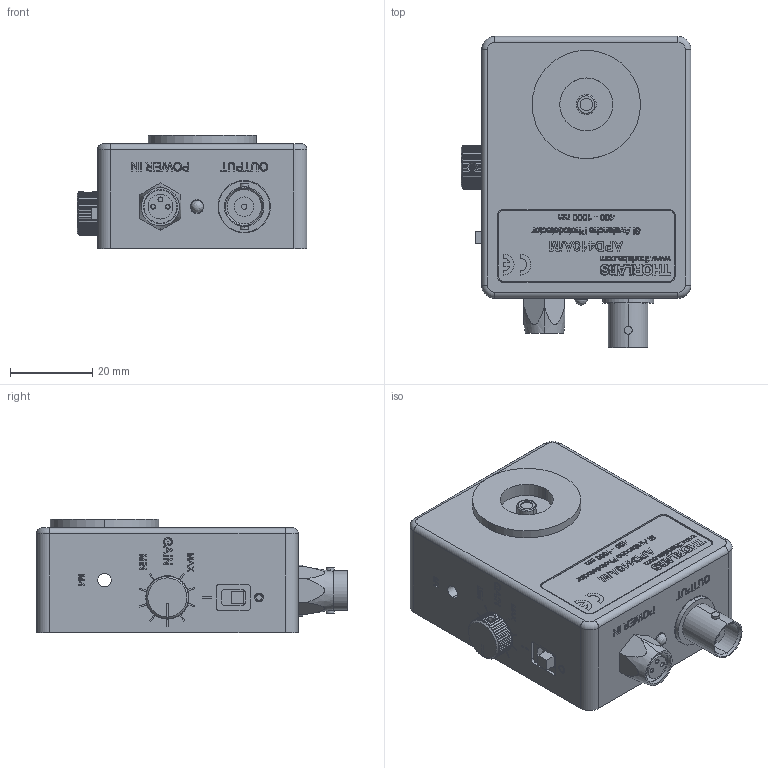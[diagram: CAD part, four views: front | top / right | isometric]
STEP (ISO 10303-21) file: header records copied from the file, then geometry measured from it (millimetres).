
FILE_DESCRIPTION (( 'STEP AP214' ), '1' );
FILE_NAME ('MTN005410.STEP', '2015-09-29T15:11:12', ( 'tempinstall' ), ( '' ), 'SwSTEP 2.0', 'SolidWorks 2014', '' );
FILE_SCHEMA (( 'AUTOMOTIVE_DESIGN' ));
Length unit declared in the file: millimetre
Products named in the file (1): MTN005410
Bounding box: 55.8 x 75.46 x 27.43 mm (x, y, z)
Surface area: 15755.5 mm2 (no closed solid volume)
Topology: 0 solids, 123 shells, 637 faces, 3697 edges, 3140 vertices
Faces by surface type: plane 371, cylinder 209, bspline 31, cone 22, torus 4
Entity records: 54917 total; most frequent: CARTESIAN_POINT 22187, ORIENTED_EDGE 4694, DIRECTION 4217, EDGE_CURVE 3695, VERTEX_POINT 3140, LINE 2203, VECTOR 2203, B_SPLINE_CURVE_WITH_KNOTS 1092
